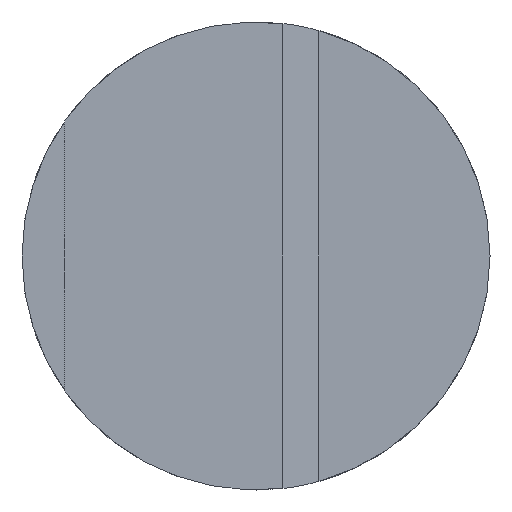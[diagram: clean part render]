
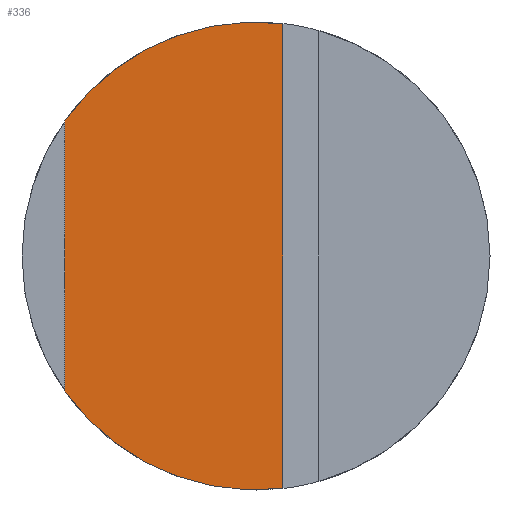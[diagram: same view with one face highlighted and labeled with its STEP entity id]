
A CAD part, front view. The second image highlights one B-rep face of the part: STEP entity #336.
In plain terms, the highlighted planar face has unit normal (0, -1, 0).
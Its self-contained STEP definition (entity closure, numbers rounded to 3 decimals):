
#44=CIRCLE('',#417,13.);
#52=CIRCLE('',#427,13.);
#68=FACE_OUTER_BOUND('',#91,.T.);
#91=EDGE_LOOP('',(#274,#275,#276,#277));
#105=LINE('',#575,#128);
#117=LINE('',#623,#140);
#128=VECTOR('',#461,10.);
#140=VECTOR('',#509,10.);
#151=VERTEX_POINT('',#573);
#152=VERTEX_POINT('',#574);
#157=VERTEX_POINT('',#588);
#170=VERTEX_POINT('',#616);
#181=EDGE_CURVE('',#151,#152,#105,.T.);
#188=EDGE_CURVE('',#157,#151,#44,.T.);
#204=EDGE_CURVE('',#152,#170,#52,.T.);
#207=EDGE_CURVE('',#170,#157,#117,.T.);
#274=ORIENTED_EDGE('',*,*,#181,.T.);
#275=ORIENTED_EDGE('',*,*,#204,.T.);
#276=ORIENTED_EDGE('',*,*,#207,.T.);
#277=ORIENTED_EDGE('',*,*,#188,.T.);
#320=PLANE('',#434);
#336=ADVANCED_FACE('',(#68),#320,.T.);
#417=AXIS2_PLACEMENT_3D('',#589,#475,#476);
#427=AXIS2_PLACEMENT_3D('',#618,#501,#502);
#434=AXIS2_PLACEMENT_3D('',#632,#520,#521);
#461=DIRECTION('',(0.,0.,-1.));
#475=DIRECTION('center_axis',(0.,-1.,0.));
#476=DIRECTION('ref_axis',(1.,0.,0.));
#501=DIRECTION('center_axis',(0.,-1.,0.));
#502=DIRECTION('ref_axis',(1.,0.,0.));
#509=DIRECTION('',(0.,0.,1.));
#520=DIRECTION('center_axis',(0.,-1.,0.));
#521=DIRECTION('ref_axis',(0.,0.,-1.));
#573=CARTESIAN_POINT('',(-10.618,-48.,7.5));
#574=CARTESIAN_POINT('',(-10.618,-48.,-7.5));
#575=CARTESIAN_POINT('',(-10.618,-48.,3.75));
#588=CARTESIAN_POINT('',(1.5,-48.,12.913));
#589=CARTESIAN_POINT('Origin',(0.,-48.,0.));
#616=CARTESIAN_POINT('',(1.5,-48.,-12.913));
#618=CARTESIAN_POINT('Origin',(0.,-48.,0.));
#623=CARTESIAN_POINT('',(1.5,-48.,-12.913));
#632=CARTESIAN_POINT('Origin',(0.,-48.,0.));
